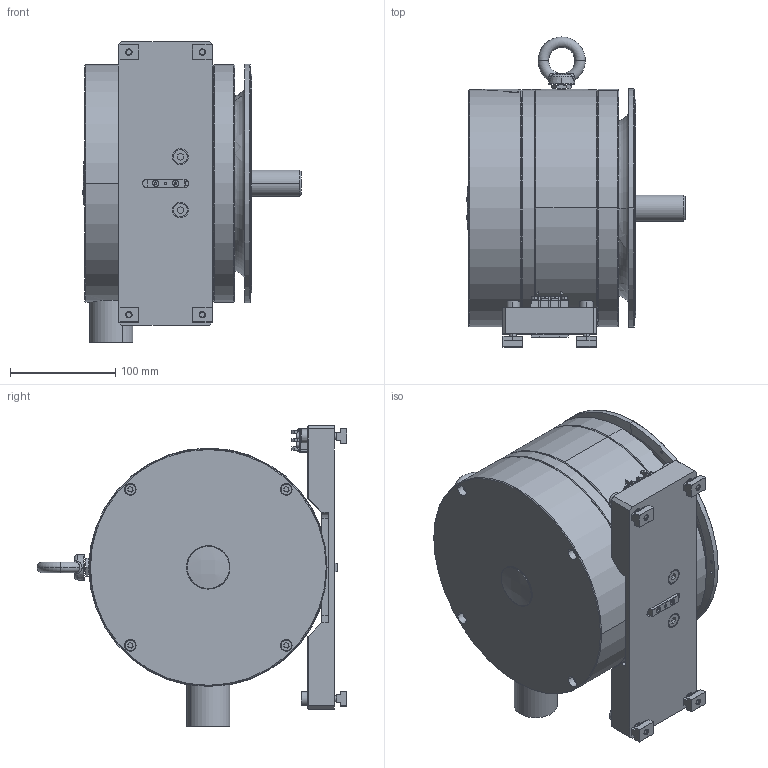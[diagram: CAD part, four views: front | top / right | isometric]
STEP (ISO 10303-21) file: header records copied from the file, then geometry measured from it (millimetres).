
FILE_DESCRIPTION (( 'STEP AP214' ), '1' );
FILE_NAME ('BHB-12_B_EF.STEP', '2014-12-15T15:54:10', ( 'magtrol' ), ( '' ), 'SwSTEP 2.0', 'SolidWorks 2014', '' );
FILE_SCHEMA (( 'AUTOMOTIVE_DESIGN' ));
Length unit declared in the file: inch
Products named in the file (1): BHB-12_B_EF
Bounding box: 208.11 x 295.03 x 286.38 mm (x, y, z)
Surface area: 432015.5 mm2 (no closed solid volume)
Topology: 0 solids, 66 shells, 609 faces, 2096 edges, 1510 vertices
Faces by surface type: plane 328, cylinder 159, cone 67, torus 28, bspline 27
Entity records: 33540 total; most frequent: CARTESIAN_POINT 7652, DIRECTION 3810, ORIENTED_EDGE 3172, EDGE_CURVE 2088, VERTEX_POINT 1510, AXIS2_PLACEMENT_3D 1302, VECTOR 1206, LINE 1206
